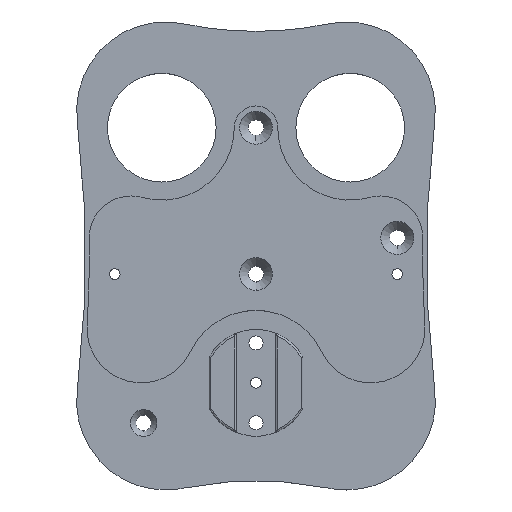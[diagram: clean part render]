
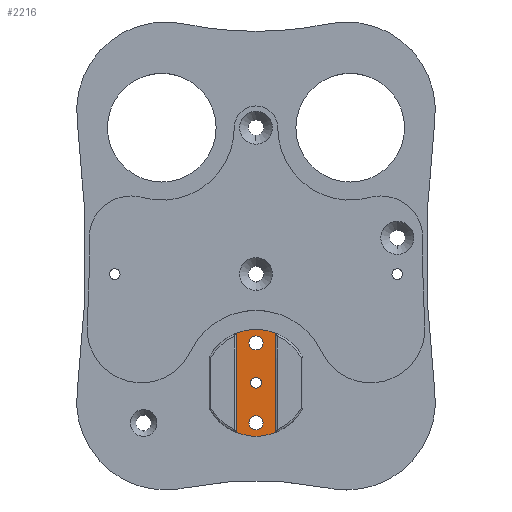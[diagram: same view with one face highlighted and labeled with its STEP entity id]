
A CAD part, top view. The second image highlights one B-rep face of the part: STEP entity #2216.
In plain terms, the highlighted face is planar.
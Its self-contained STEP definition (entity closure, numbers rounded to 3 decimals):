
#55 = ORIENTED_EDGE ( 'NONE', *, *, #726, .F. ) ;
#212 = CARTESIAN_POINT ( 'NONE',  ( -5.408, 1.7, 53.696 ) ) ;
#214 = VECTOR ( 'NONE', #953, 1000. ) ;
#219 = ORIENTED_EDGE ( 'NONE', *, *, #3399, .T. ) ;
#358 = CIRCLE ( 'NONE', #4384, 1.943 ) ;
#398 = CARTESIAN_POINT ( 'NONE',  ( 0., 1.7, 51. ) ) ;
#445 = AXIS2_PLACEMENT_3D ( 'NONE', #2636, #3948, #4660 ) ;
#609 = ORIENTED_EDGE ( 'NONE', *, *, #2909, .T. ) ;
#639 = DIRECTION ( 'NONE',  ( 0., 1., 0. ) ) ;
#705 = EDGE_CURVE ( 'NONE', #1778, #3312, #4635, .T. ) ;
#721 = CARTESIAN_POINT ( 'NONE',  ( 5.408, 1.7, 26.304 ) ) ;
#726 = EDGE_CURVE ( 'NONE', #2142, #2319, #3694, .T. ) ;
#796 = EDGE_CURVE ( 'NONE', #2660, #1900, #358, .T. ) ;
#845 = EDGE_LOOP ( 'NONE', ( #4461, #4282, #55, #2201 ) ) ;
#953 = DIRECTION ( 'NONE',  ( 0., 0., -1. ) ) ;
#1058 = CIRCLE ( 'NONE', #4288, 1.943 ) ;
#1222 = LINE ( 'NONE', #3074, #214 ) ;
#1234 = ORIENTED_EDGE ( 'NONE', *, *, #796, .T. ) ;
#1261 = AXIS2_PLACEMENT_3D ( 'NONE', #3201, #3199, #3356 ) ;
#1358 = ORIENTED_EDGE ( 'NONE', *, *, #4028, .F. ) ;
#1369 = AXIS2_PLACEMENT_3D ( 'NONE', #2425, #639, #1550 ) ;
#1383 = PLANE ( 'NONE',  #1537 ) ;
#1387 = DIRECTION ( 'NONE',  ( 0., -1., 0. ) ) ;
#1472 = EDGE_LOOP ( 'NONE', ( #1358, #2030 ) ) ;
#1537 = AXIS2_PLACEMENT_3D ( 'NONE', #4602, #2963, #3325 ) ;
#1550 = DIRECTION ( 'NONE',  ( 0., 0., -1. ) ) ;
#1579 = CIRCLE ( 'NONE', #2467, 1.5 ) ;
#1641 = VECTOR ( 'NONE', #2122, 1000. ) ;
#1655 = FACE_BOUND ( 'NONE', #1472, .T. ) ;
#1681 = DIRECTION ( 'NONE',  ( 0., -1., 0. ) ) ;
#1761 = CIRCLE ( 'NONE', #1369, 1.5 ) ;
#1763 = AXIS2_PLACEMENT_3D ( 'NONE', #4470, #2001, #3495 ) ;
#1773 = CARTESIAN_POINT ( 'NONE',  ( 0., 1.7, 40. ) ) ;
#1778 = VERTEX_POINT ( 'NONE', #2000 ) ;
#1900 = VERTEX_POINT ( 'NONE', #3807 ) ;
#1979 = CARTESIAN_POINT ( 'NONE',  ( 1.943, 1.7, 51. ) ) ;
#2000 = CARTESIAN_POINT ( 'NONE',  ( -1.943, 1.7, 51. ) ) ;
#2001 = DIRECTION ( 'NONE',  ( 0., -1., 0. ) ) ;
#2030 = ORIENTED_EDGE ( 'NONE', *, *, #4176, .F. ) ;
#2122 = DIRECTION ( 'NONE',  ( 0., 0., 1. ) ) ;
#2142 = VERTEX_POINT ( 'NONE', #2742 ) ;
#2201 = ORIENTED_EDGE ( 'NONE', *, *, #4060, .F. ) ;
#2216 = ADVANCED_FACE ( 'NONE', ( #4583, #1655, #3637, #2802 ), #1383, .F. ) ;
#2244 = DIRECTION ( 'NONE',  ( 0., 1., 0. ) ) ;
#2319 = VERTEX_POINT ( 'NONE', #721 ) ;
#2425 = CARTESIAN_POINT ( 'NONE',  ( 0., 1.7, 40. ) ) ;
#2430 = EDGE_LOOP ( 'NONE', ( #1234, #219 ) ) ;
#2464 = CARTESIAN_POINT ( 'NONE',  ( 5.408, 1.7, 26.223 ) ) ;
#2467 = AXIS2_PLACEMENT_3D ( 'NONE', #1773, #2244, #2955 ) ;
#2636 = CARTESIAN_POINT ( 'NONE',  ( 0., 1.7, 40. ) ) ;
#2660 = VERTEX_POINT ( 'NONE', #3897 ) ;
#2734 = EDGE_CURVE ( 'NONE', #3009, #3059, #2793, .T. ) ;
#2742 = CARTESIAN_POINT ( 'NONE',  ( -5.408, 1.7, 26.304 ) ) ;
#2793 = CIRCLE ( 'NONE', #445, 14.725 ) ;
#2802 = FACE_OUTER_BOUND ( 'NONE', #845, .T. ) ;
#2890 = ORIENTED_EDGE ( 'NONE', *, *, #705, .T. ) ;
#2909 = EDGE_CURVE ( 'NONE', #3312, #1778, #3110, .T. ) ;
#2934 = CARTESIAN_POINT ( 'NONE',  ( 0., 1.7, 38.5 ) ) ;
#2955 = DIRECTION ( 'NONE',  ( 0., 0., -1. ) ) ;
#2963 = DIRECTION ( 'NONE',  ( 0., -1., 0. ) ) ;
#3009 = VERTEX_POINT ( 'NONE', #4303 ) ;
#3059 = VERTEX_POINT ( 'NONE', #212 ) ;
#3074 = CARTESIAN_POINT ( 'NONE',  ( -5.408, 1.7, 53.777 ) ) ;
#3110 = CIRCLE ( 'NONE', #3982, 1.943 ) ;
#3181 = EDGE_CURVE ( 'NONE', #2319, #3009, #4485, .T. ) ;
#3187 = CARTESIAN_POINT ( 'NONE',  ( 0., 1.7, 41.5 ) ) ;
#3199 = DIRECTION ( 'NONE',  ( 0., -1., 0. ) ) ;
#3201 = CARTESIAN_POINT ( 'NONE',  ( 0., 1.7, 40. ) ) ;
#3274 = VERTEX_POINT ( 'NONE', #3187 ) ;
#3312 = VERTEX_POINT ( 'NONE', #1979 ) ;
#3325 = DIRECTION ( 'NONE',  ( 0., 0., -1. ) ) ;
#3356 = DIRECTION ( 'NONE',  ( 1., 0., 0. ) ) ;
#3399 = EDGE_CURVE ( 'NONE', #1900, #2660, #1058, .T. ) ;
#3495 = DIRECTION ( 'NONE',  ( 1., 0., 0. ) ) ;
#3622 = DIRECTION ( 'NONE',  ( 1., 0., 0. ) ) ;
#3632 = DIRECTION ( 'NONE',  ( 1., 0., 0. ) ) ;
#3637 = FACE_BOUND ( 'NONE', #4114, .T. ) ;
#3694 = CIRCLE ( 'NONE', #1261, 14.725 ) ;
#3807 = CARTESIAN_POINT ( 'NONE',  ( 1.943, 1.7, 29. ) ) ;
#3897 = CARTESIAN_POINT ( 'NONE',  ( -1.943, 1.7, 29. ) ) ;
#3948 = DIRECTION ( 'NONE',  ( 0., -1., 0. ) ) ;
#3966 = CARTESIAN_POINT ( 'NONE',  ( 0., 1.7, 29. ) ) ;
#3982 = AXIS2_PLACEMENT_3D ( 'NONE', #398, #1681, #3632 ) ;
#3996 = VERTEX_POINT ( 'NONE', #2934 ) ;
#4028 = EDGE_CURVE ( 'NONE', #3996, #3274, #1579, .T. ) ;
#4060 = EDGE_CURVE ( 'NONE', #3059, #2142, #1222, .T. ) ;
#4114 = EDGE_LOOP ( 'NONE', ( #2890, #609 ) ) ;
#4176 = EDGE_CURVE ( 'NONE', #3274, #3996, #1761, .T. ) ;
#4178 = DIRECTION ( 'NONE',  ( 1., 0., 0. ) ) ;
#4180 = DIRECTION ( 'NONE',  ( 0., -1., 0. ) ) ;
#4182 = CARTESIAN_POINT ( 'NONE',  ( 0., 1.7, 29. ) ) ;
#4282 = ORIENTED_EDGE ( 'NONE', *, *, #3181, .F. ) ;
#4288 = AXIS2_PLACEMENT_3D ( 'NONE', #3966, #1387, #3622 ) ;
#4303 = CARTESIAN_POINT ( 'NONE',  ( 5.408, 1.7, 53.696 ) ) ;
#4384 = AXIS2_PLACEMENT_3D ( 'NONE', #4182, #4180, #4178 ) ;
#4461 = ORIENTED_EDGE ( 'NONE', *, *, #2734, .F. ) ;
#4470 = CARTESIAN_POINT ( 'NONE',  ( 0., 1.7, 51. ) ) ;
#4485 = LINE ( 'NONE', #2464, #1641 ) ;
#4583 = FACE_BOUND ( 'NONE', #2430, .T. ) ;
#4602 = CARTESIAN_POINT ( 'NONE',  ( 0., 1.7, 40. ) ) ;
#4635 = CIRCLE ( 'NONE', #1763, 1.943 ) ;
#4660 = DIRECTION ( 'NONE',  ( 1., 0., 0. ) ) ;
